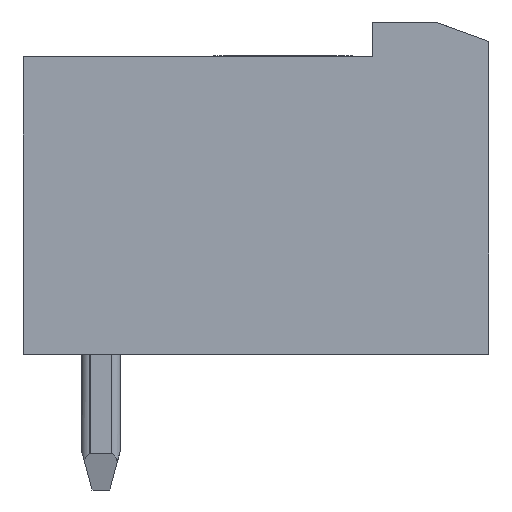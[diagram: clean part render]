
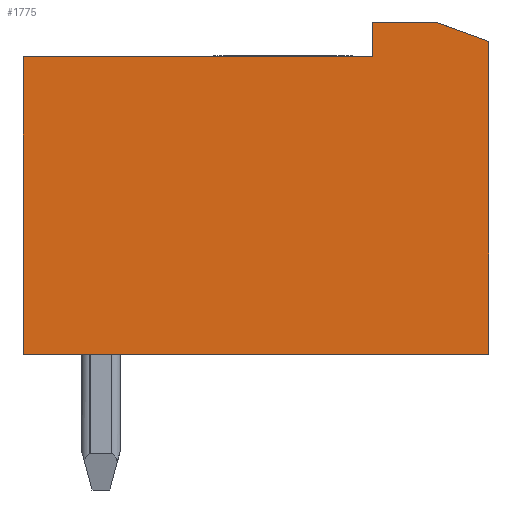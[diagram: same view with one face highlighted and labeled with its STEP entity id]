
A CAD part, left-side view. The second image highlights one B-rep face of the part: STEP entity #1775.
In plain terms, the highlighted planar face has unit normal (-1, 0, 0).
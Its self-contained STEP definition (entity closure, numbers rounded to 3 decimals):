
#1775=ADVANCED_FACE('',(#3544),#3545,.F.);
#3544=FACE_OUTER_BOUND('',#11190,.T.);
#3545=PLANE('',#11191);
#11190=EDGE_LOOP('',(#13970,#13971,#13972,#13973,#13974,#13975,#13976));
#11191=AXIS2_PLACEMENT_3D('',#13977,#13978,#13979);
#13970=ORIENTED_EDGE('',*,*,#17316,.T.);
#13971=ORIENTED_EDGE('',*,*,#17185,.T.);
#13972=ORIENTED_EDGE('',*,*,#17174,.T.);
#13973=ORIENTED_EDGE('',*,*,#17149,.T.);
#13974=ORIENTED_EDGE('',*,*,#17298,.F.);
#13975=ORIENTED_EDGE('',*,*,#17314,.F.);
#13976=ORIENTED_EDGE('',*,*,#17169,.F.);
#13977=CARTESIAN_POINT('',(0.,9.299,0.436));
#13978=DIRECTION('',(1.0,0.,0.));
#13979=DIRECTION('',(0.,0.,1.0));
#17149=EDGE_CURVE('',#18850,#18852,#18854,.T.);
#17169=EDGE_CURVE('',#18884,#18886,#18887,.F.);
#17174=EDGE_CURVE('',#18892,#18850,#18894,.T.);
#17185=EDGE_CURVE('',#18911,#18892,#18912,.T.);
#17298=EDGE_CURVE('',#19073,#18852,#19075,.F.);
#17314=EDGE_CURVE('',#18886,#19073,#19099,.F.);
#17316=EDGE_CURVE('',#18884,#18911,#19101,.F.);
#18850=VERTEX_POINT('',#21335);
#18852=VERTEX_POINT('',#21338);
#18854=LINE('',#21341,#21342);
#18884=VERTEX_POINT('',#21384);
#18886=VERTEX_POINT('',#21387);
#18887=LINE('',#21388,#21389);
#18892=VERTEX_POINT('',#21396);
#18894=LINE('',#21399,#21400);
#18911=VERTEX_POINT('',#21425);
#18912=LINE('',#21426,#21427);
#19073=VERTEX_POINT('',#21659);
#19075=LINE('',#21662,#21663);
#19099=LINE('',#21696,#21697);
#19101=LINE('',#21699,#21700);
#21335=CARTESIAN_POINT('',(0.,3.0,8.57));
#21338=CARTESIAN_POINT('',(0.,3.0,7.67));
#21341=CARTESIAN_POINT('',(0.,3.0,4.503));
#21342=VECTOR('',#24302,1.0);
#21384=CARTESIAN_POINT('',(0.,0.,0.));
#21387=CARTESIAN_POINT('',(0.,12.0,0.));
#21388=CARTESIAN_POINT('',(0.,8.4,0.));
#21389=VECTOR('',#24322,1.0);
#21396=CARTESIAN_POINT('',(0.,1.374,8.57));
#21399=CARTESIAN_POINT('',(0.,6.15,8.57));
#21400=VECTOR('',#24326,1.0);
#21425=CARTESIAN_POINT('',(0.,0.,8.07));
#21426=CARTESIAN_POINT('',(0.,2.879,9.118));
#21427=VECTOR('',#24335,1.0);
#21659=CARTESIAN_POINT('',(0.,12.0,7.67));
#21662=CARTESIAN_POINT('',(0.,8.9,7.67));
#21663=VECTOR('',#24445,1.0);
#21696=CARTESIAN_POINT('',(0.,12.0,4.053));
#21697=VECTOR('',#24461,1.0);
#21699=CARTESIAN_POINT('',(0.,0.0,0.441));
#21700=VECTOR('',#24462,1.0);
#24302=DIRECTION('',(0.,0.,-1.0));
#24322=DIRECTION('',(0.,-1.0,0.0));
#24326=DIRECTION('',(0.,1.0,0.0));
#24335=DIRECTION('',(0.,0.94,0.342));
#24445=DIRECTION('',(0.,1.0,0.0));
#24461=DIRECTION('',(0.,0.,-1.0));
#24462=DIRECTION('',(0.,0.,-1.0));
